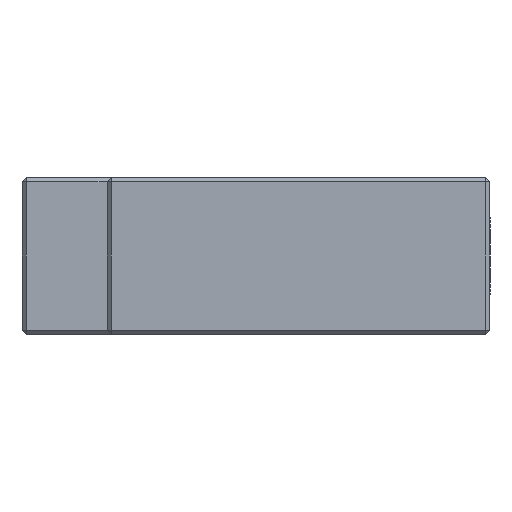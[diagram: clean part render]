
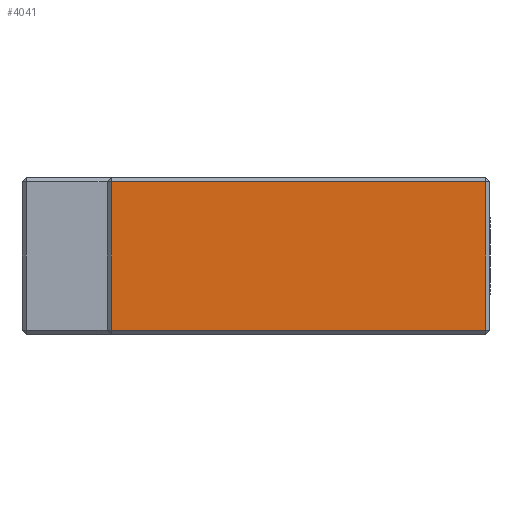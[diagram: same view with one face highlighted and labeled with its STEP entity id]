
A CAD part, left-side view. The second image highlights one B-rep face of the part: STEP entity #4041.
In plain terms, the highlighted planar face has unit normal (-1, 0, 0).
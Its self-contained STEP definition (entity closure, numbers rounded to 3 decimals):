
#167 = VERTEX_POINT ( 'NONE', #5824 ) ;
#447 = CARTESIAN_POINT ( 'NONE',  ( -80., 45., -17.5 ) ) ;
#550 = VERTEX_POINT ( 'NONE', #4399 ) ;
#584 = VECTOR ( 'NONE', #3078, 1000. ) ;
#720 = CARTESIAN_POINT ( 'NONE',  ( -80., 89., 0. ) ) ;
#826 = FACE_OUTER_BOUND ( 'NONE', #1987, .T. ) ;
#1077 = ORIENTED_EDGE ( 'NONE', *, *, #5276, .F. ) ;
#1146 = ORIENTED_EDGE ( 'NONE', *, *, #5983, .F. ) ;
#1987 = EDGE_LOOP ( 'NONE', ( #1146, #3028, #2798, #1077 ) ) ;
#2043 = VECTOR ( 'NONE', #2662, 1000. ) ;
#2190 = CARTESIAN_POINT ( 'NONE',  ( -80., 1., 0. ) ) ;
#2218 = AXIS2_PLACEMENT_3D ( 'NONE', #4424, #5823, #3075 ) ;
#2512 = LINE ( 'NONE', #720, #4813 ) ;
#2662 = DIRECTION ( 'NONE',  ( 0., 0., -1. ) ) ;
#2798 = ORIENTED_EDGE ( 'NONE', *, *, #3918, .F. ) ;
#3028 = ORIENTED_EDGE ( 'NONE', *, *, #5072, .F. ) ;
#3062 = CARTESIAN_POINT ( 'NONE',  ( -80., 45., 17.5 ) ) ;
#3075 = DIRECTION ( 'NONE',  ( 0., 1., 0. ) ) ;
#3078 = DIRECTION ( 'NONE',  ( 0., -1., 0. ) ) ;
#3095 = LINE ( 'NONE', #3062, #584 ) ;
#3661 = CARTESIAN_POINT ( 'NONE',  ( -80., 89., -17.5 ) ) ;
#3667 = VERTEX_POINT ( 'NONE', #3661 ) ;
#3918 = EDGE_CURVE ( 'NONE', #3667, #167, #2512, .T. ) ;
#3983 = DIRECTION ( 'NONE',  ( 0., 0., 1. ) ) ;
#4041 = ADVANCED_FACE ( 'NONE', ( #826 ), #5802, .F. ) ;
#4169 = DIRECTION ( 'NONE',  ( 0., 1., 0. ) ) ;
#4399 = CARTESIAN_POINT ( 'NONE',  ( -80., 1., 17.5 ) ) ;
#4424 = CARTESIAN_POINT ( 'NONE',  ( -80., 1., -17.5 ) ) ;
#4813 = VECTOR ( 'NONE', #3983, 1000. ) ;
#5072 = EDGE_CURVE ( 'NONE', #167, #550, #3095, .T. ) ;
#5276 = EDGE_CURVE ( 'NONE', #5799, #3667, #5898, .T. ) ;
#5741 = LINE ( 'NONE', #2190, #2043 ) ;
#5748 = VECTOR ( 'NONE', #4169, 1000. ) ;
#5799 = VERTEX_POINT ( 'NONE', #6014 ) ;
#5802 = PLANE ( 'NONE',  #2218 ) ;
#5823 = DIRECTION ( 'NONE',  ( 1., 0., 0. ) ) ;
#5824 = CARTESIAN_POINT ( 'NONE',  ( -80., 89., 17.5 ) ) ;
#5898 = LINE ( 'NONE', #447, #5748 ) ;
#5983 = EDGE_CURVE ( 'NONE', #550, #5799, #5741, .T. ) ;
#6014 = CARTESIAN_POINT ( 'NONE',  ( -80., 1., -17.5 ) ) ;
